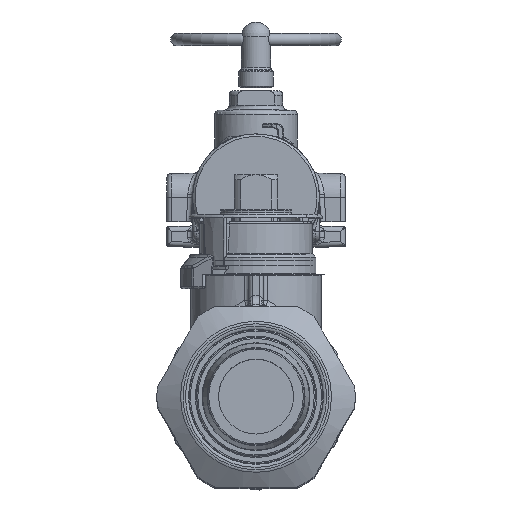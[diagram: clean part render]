
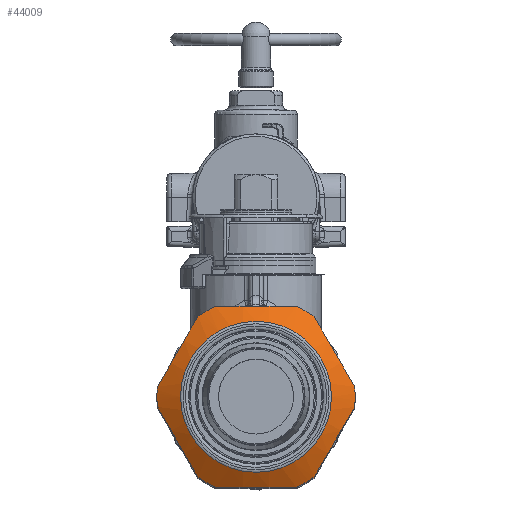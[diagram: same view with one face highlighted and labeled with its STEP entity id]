
A CAD part, top view. The second image highlights one B-rep face of the part: STEP entity #44009.
In plain terms, the highlighted conical face has half-angle 60 degrees and reference radius 17.78 mm.
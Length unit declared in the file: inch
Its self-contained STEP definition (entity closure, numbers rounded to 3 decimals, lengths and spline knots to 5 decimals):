
#70=(
BOUNDED_CURVE()
B_SPLINE_CURVE(2,(#144078,#144079,#144080),.UNSPECIFIED.,.F.,.F.)
B_SPLINE_CURVE_WITH_KNOTS((3,3),(0.,1.67512),.UNSPECIFIED.)
CURVE()
GEOMETRIC_REPRESENTATION_ITEM()
RATIONAL_B_SPLINE_CURVE((1.,1.096,1.))
REPRESENTATION_ITEM('')
);
#71=(
BOUNDED_CURVE()
B_SPLINE_CURVE(2,(#144084,#144085,#144086),.UNSPECIFIED.,.F.,.F.)
B_SPLINE_CURVE_WITH_KNOTS((3,3),(0.,1.67512),.UNSPECIFIED.)
CURVE()
GEOMETRIC_REPRESENTATION_ITEM()
RATIONAL_B_SPLINE_CURVE((1.,1.096,1.))
REPRESENTATION_ITEM('')
);
#72=(
BOUNDED_CURVE()
B_SPLINE_CURVE(2,(#144090,#144091,#144092),.UNSPECIFIED.,.F.,.F.)
B_SPLINE_CURVE_WITH_KNOTS((3,3),(0.,1.67512),.UNSPECIFIED.)
CURVE()
GEOMETRIC_REPRESENTATION_ITEM()
RATIONAL_B_SPLINE_CURVE((1.,1.096,1.))
REPRESENTATION_ITEM('')
);
#73=(
BOUNDED_CURVE()
B_SPLINE_CURVE(2,(#144096,#144097,#144098),.UNSPECIFIED.,.F.,.F.)
B_SPLINE_CURVE_WITH_KNOTS((3,3),(0.,1.67512),.UNSPECIFIED.)
CURVE()
GEOMETRIC_REPRESENTATION_ITEM()
RATIONAL_B_SPLINE_CURVE((1.,1.096,1.))
REPRESENTATION_ITEM('')
);
#74=(
BOUNDED_CURVE()
B_SPLINE_CURVE(2,(#144102,#144103,#144104),.UNSPECIFIED.,.F.,.F.)
B_SPLINE_CURVE_WITH_KNOTS((3,3),(0.,1.67512),.UNSPECIFIED.)
CURVE()
GEOMETRIC_REPRESENTATION_ITEM()
RATIONAL_B_SPLINE_CURVE((1.,1.096,1.))
REPRESENTATION_ITEM('')
);
#75=(
BOUNDED_CURVE()
B_SPLINE_CURVE(2,(#144108,#144109,#144110),.UNSPECIFIED.,.F.,.F.)
B_SPLINE_CURVE_WITH_KNOTS((3,3),(0.,1.67512),.UNSPECIFIED.)
CURVE()
GEOMETRIC_REPRESENTATION_ITEM()
RATIONAL_B_SPLINE_CURVE((1.,1.096,1.))
REPRESENTATION_ITEM('')
);
#2908=CONICAL_SURFACE('',#47899,0.7,1.047);
#4863=FACE_OUTER_BOUND('',#7664,.T.);
#7664=EDGE_LOOP('',(#36219,#36220,#36221,#36222,#36223,#36224,#36225,#36226,
#36227,#36228,#36229,#36230,#36231,#36232,#36233,#36234));
#12392=CIRCLE('',#47896,0.60928);
#12394=CIRCLE('',#47900,0.8);
#12395=CIRCLE('',#47901,0.8);
#12396=CIRCLE('',#47902,0.8);
#12397=CIRCLE('',#47903,0.8);
#12398=CIRCLE('',#47904,0.8);
#12399=CIRCLE('',#47905,0.8);
#12400=CIRCLE('',#47906,0.8);
#13783=LINE('',#144074,#15945);
#15945=VECTOR('',#55331,0.7);
#19595=VERTEX_POINT('',#144066);
#19597=VERTEX_POINT('',#144073);
#19598=VERTEX_POINT('',#144075);
#19599=VERTEX_POINT('',#144077);
#19600=VERTEX_POINT('',#144081);
#19601=VERTEX_POINT('',#144083);
#19602=VERTEX_POINT('',#144087);
#19603=VERTEX_POINT('',#144089);
#19604=VERTEX_POINT('',#144093);
#19605=VERTEX_POINT('',#144095);
#19606=VERTEX_POINT('',#144099);
#19607=VERTEX_POINT('',#144101);
#19608=VERTEX_POINT('',#144105);
#19609=VERTEX_POINT('',#144107);
#25446=EDGE_CURVE('',#19595,#19595,#12392,.T.);
#25448=EDGE_CURVE('',#19595,#19597,#13783,.T.);
#25449=EDGE_CURVE('',#19598,#19597,#12394,.T.);
#25450=EDGE_CURVE('',#19599,#19598,#70,.T.);
#25451=EDGE_CURVE('',#19600,#19599,#12395,.T.);
#25452=EDGE_CURVE('',#19601,#19600,#71,.T.);
#25453=EDGE_CURVE('',#19602,#19601,#12396,.T.);
#25454=EDGE_CURVE('',#19603,#19602,#72,.T.);
#25455=EDGE_CURVE('',#19604,#19603,#12397,.T.);
#25456=EDGE_CURVE('',#19605,#19604,#73,.T.);
#25457=EDGE_CURVE('',#19606,#19605,#12398,.T.);
#25458=EDGE_CURVE('',#19607,#19606,#74,.T.);
#25459=EDGE_CURVE('',#19608,#19607,#12399,.T.);
#25460=EDGE_CURVE('',#19609,#19608,#75,.T.);
#25461=EDGE_CURVE('',#19597,#19609,#12400,.T.);
#36219=ORIENTED_EDGE('',*,*,#25446,.F.);
#36220=ORIENTED_EDGE('',*,*,#25448,.T.);
#36221=ORIENTED_EDGE('',*,*,#25449,.F.);
#36222=ORIENTED_EDGE('',*,*,#25450,.F.);
#36223=ORIENTED_EDGE('',*,*,#25451,.F.);
#36224=ORIENTED_EDGE('',*,*,#25452,.F.);
#36225=ORIENTED_EDGE('',*,*,#25453,.F.);
#36226=ORIENTED_EDGE('',*,*,#25454,.F.);
#36227=ORIENTED_EDGE('',*,*,#25455,.F.);
#36228=ORIENTED_EDGE('',*,*,#25456,.F.);
#36229=ORIENTED_EDGE('',*,*,#25457,.F.);
#36230=ORIENTED_EDGE('',*,*,#25458,.F.);
#36231=ORIENTED_EDGE('',*,*,#25459,.F.);
#36232=ORIENTED_EDGE('',*,*,#25460,.F.);
#36233=ORIENTED_EDGE('',*,*,#25461,.F.);
#36234=ORIENTED_EDGE('',*,*,#25448,.F.);
#44009=ADVANCED_FACE('',(#4863),#2908,.T.);
#47896=AXIS2_PLACEMENT_3D('',#144068,#55323,#55324);
#47899=AXIS2_PLACEMENT_3D('',#144072,#55329,#55330);
#47900=AXIS2_PLACEMENT_3D('',#144076,#55332,#55333);
#47901=AXIS2_PLACEMENT_3D('',#144082,#55334,#55335);
#47902=AXIS2_PLACEMENT_3D('',#144088,#55336,#55337);
#47903=AXIS2_PLACEMENT_3D('',#144094,#55338,#55339);
#47904=AXIS2_PLACEMENT_3D('',#144100,#55340,#55341);
#47905=AXIS2_PLACEMENT_3D('',#144106,#55342,#55343);
#47906=AXIS2_PLACEMENT_3D('',#144111,#55344,#55345);
#55323=DIRECTION('center_axis',(0.,0.,
1.));
#55324=DIRECTION('ref_axis',(-1.,0.,0.));
#55329=DIRECTION('center_axis',(0.,0.,-1.));
#55330=DIRECTION('ref_axis',(1.,0.,0.));
#55331=DIRECTION('',(-0.866,0.,-0.5));
#55332=DIRECTION('center_axis',(0.,0.,-1.));
#55333=DIRECTION('ref_axis',(-1.,0.,0.));
#55334=DIRECTION('center_axis',(0.,0.,-1.));
#55335=DIRECTION('ref_axis',(-1.,0.,0.));
#55336=DIRECTION('center_axis',(0.,0.,-1.));
#55337=DIRECTION('ref_axis',(-1.,0.,0.));
#55338=DIRECTION('center_axis',(0.,0.,-1.));
#55339=DIRECTION('ref_axis',(-1.,0.,0.));
#55340=DIRECTION('center_axis',(0.,0.,-1.));
#55341=DIRECTION('ref_axis',(-1.,0.,0.));
#55342=DIRECTION('center_axis',(0.,0.,-1.));
#55343=DIRECTION('ref_axis',(-1.,0.,0.));
#55344=DIRECTION('center_axis',(0.,0.,-1.));
#55345=DIRECTION('ref_axis',(-1.,0.,0.));
#144066=CARTESIAN_POINT('',(-0.60928,0.,0.62464));
#144068=CARTESIAN_POINT('Origin',(0.,0.,
0.62464));
#144072=CARTESIAN_POINT('Origin',(0.,0.,0.57226));
#144073=CARTESIAN_POINT('',(-0.8,0.,0.51453));
#144074=CARTESIAN_POINT('',(-0.7,0.,0.57226));
#144075=CARTESIAN_POINT('',(-0.79583,-0.08158,0.51453));
#144076=CARTESIAN_POINT('Origin',(0.,0.,0.51453));
#144077=CARTESIAN_POINT('',(-0.46857,-0.64842,0.51453));
#144078=CARTESIAN_POINT('Ctrl Pts',(-0.46857,-0.64842,
0.51453));
#144079=CARTESIAN_POINT('Ctrl Pts',(-0.6322,-0.365,0.59182));
#144080=CARTESIAN_POINT('Ctrl Pts',(-0.79583,-0.08158,
0.51453));
#144081=CARTESIAN_POINT('',(-0.32726,-0.73,0.51453));
#144082=CARTESIAN_POINT('Origin',(0.,0.,0.51453));
#144083=CARTESIAN_POINT('',(0.32726,-0.73,0.51453));
#144084=CARTESIAN_POINT('Ctrl Pts',(0.32726,-0.73,0.51453));
#144085=CARTESIAN_POINT('Ctrl Pts',(0.,-0.73,0.59182));
#144086=CARTESIAN_POINT('Ctrl Pts',(-0.32726,-0.73,0.51453));
#144087=CARTESIAN_POINT('',(0.46857,-0.64842,0.51453));
#144088=CARTESIAN_POINT('Origin',(0.,0.,0.51453));
#144089=CARTESIAN_POINT('',(0.79583,-0.08158,0.51453));
#144090=CARTESIAN_POINT('Ctrl Pts',(0.79583,-0.08158,
0.51453));
#144091=CARTESIAN_POINT('Ctrl Pts',(0.6322,-0.365,
0.59182));
#144092=CARTESIAN_POINT('Ctrl Pts',(0.46857,-0.64842,
0.51453));
#144093=CARTESIAN_POINT('',(0.79583,0.08158,0.51453));
#144094=CARTESIAN_POINT('Origin',(0.,0.,0.51453));
#144095=CARTESIAN_POINT('',(0.46857,0.64842,0.51453));
#144096=CARTESIAN_POINT('Ctrl Pts',(0.46857,0.64842,
0.51453));
#144097=CARTESIAN_POINT('Ctrl Pts',(0.6322,0.365,0.59182));
#144098=CARTESIAN_POINT('Ctrl Pts',(0.79583,0.08158,
0.51453));
#144099=CARTESIAN_POINT('',(0.32726,0.73,0.51453));
#144100=CARTESIAN_POINT('Origin',(0.,0.,0.51453));
#144101=CARTESIAN_POINT('',(-0.32726,0.73,0.51453));
#144102=CARTESIAN_POINT('Ctrl Pts',(-0.32726,0.73,
0.51453));
#144103=CARTESIAN_POINT('Ctrl Pts',(0.,0.73,0.59182));
#144104=CARTESIAN_POINT('Ctrl Pts',(0.32726,0.73,0.51453));
#144105=CARTESIAN_POINT('',(-0.46857,0.64842,0.51453));
#144106=CARTESIAN_POINT('Origin',(0.,0.,0.51453));
#144107=CARTESIAN_POINT('',(-0.79583,0.08158,0.51453));
#144108=CARTESIAN_POINT('Ctrl Pts',(-0.79583,0.08158,
0.51453));
#144109=CARTESIAN_POINT('Ctrl Pts',(-0.6322,0.365,
0.59182));
#144110=CARTESIAN_POINT('Ctrl Pts',(-0.46857,0.64842,
0.51453));
#144111=CARTESIAN_POINT('Origin',(0.,0.,0.51453));
